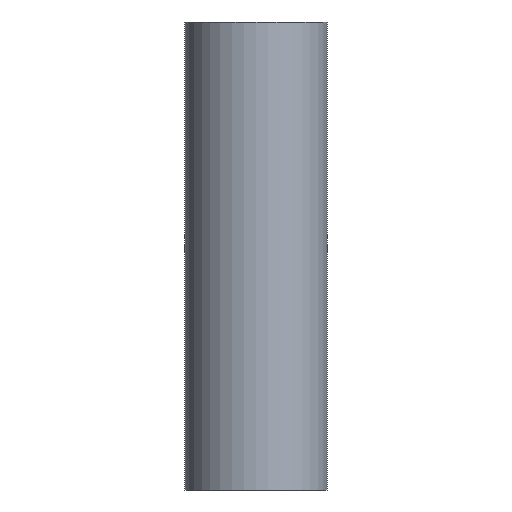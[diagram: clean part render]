
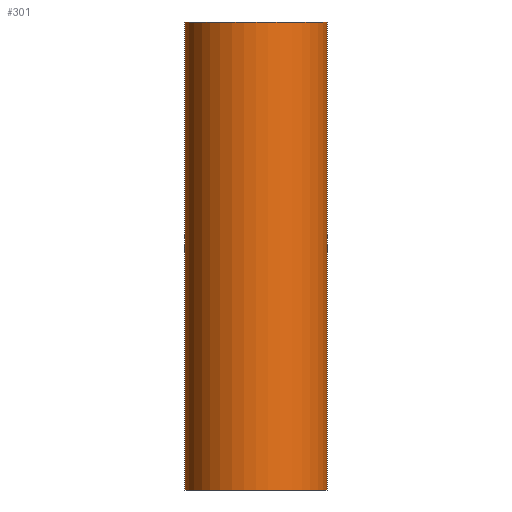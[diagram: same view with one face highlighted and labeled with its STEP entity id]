
A CAD part, left-side view. The second image highlights one B-rep face of the part: STEP entity #301.
In plain terms, the highlighted cylindrical face has radius 15.175 mm (diameter 30.35 mm), a full revolution.
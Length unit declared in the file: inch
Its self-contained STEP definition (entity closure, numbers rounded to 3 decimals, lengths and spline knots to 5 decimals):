
#18=FACE_BOUND('',#75,.T.);
#19=FACE_BOUND('',#76,.T.);
#24=CYLINDRICAL_SURFACE('',#352,0.59744);
#37=CIRCLE('',#346,0.59744);
#38=CIRCLE('',#348,0.59744);
#39=CIRCLE('',#351,0.59744);
#40=CIRCLE('',#353,0.59744);
#55=FACE_OUTER_BOUND('',#74,.T.);
#74=EDGE_LOOP('',(#267));
#75=EDGE_LOOP('',(#268,#269,#270,#271));
#76=EDGE_LOOP('',(#272));
#98=LINE('',#511,#122);
#102=LINE('',#522,#126);
#122=VECTOR('',#420,0.3937);
#126=VECTOR('',#434,0.3937);
#149=VERTEX_POINT('',#508);
#150=VERTEX_POINT('',#510);
#151=VERTEX_POINT('',#514);
#152=VERTEX_POINT('',#518);
#153=VERTEX_POINT('',#524);
#154=VERTEX_POINT('',#527);
#186=EDGE_CURVE('',#150,#149,#98,.T.);
#188=EDGE_CURVE('',#151,#150,#37,.T.);
#191=EDGE_CURVE('',#149,#152,#38,.T.);
#192=EDGE_CURVE('',#152,#151,#102,.T.);
#193=EDGE_CURVE('',#153,#153,#39,.T.);
#194=EDGE_CURVE('',#154,#154,#40,.T.);
#267=ORIENTED_EDGE('',*,*,#193,.F.);
#268=ORIENTED_EDGE('',*,*,#191,.T.);
#269=ORIENTED_EDGE('',*,*,#192,.T.);
#270=ORIENTED_EDGE('',*,*,#188,.T.);
#271=ORIENTED_EDGE('',*,*,#186,.T.);
#272=ORIENTED_EDGE('',*,*,#194,.F.);
#301=ADVANCED_FACE('',(#55,#18,#19),#24,.T.);
#346=AXIS2_PLACEMENT_3D('',#515,#424,#425);
#348=AXIS2_PLACEMENT_3D('',#520,#430,#431);
#351=AXIS2_PLACEMENT_3D('',#525,#437,#438);
#352=AXIS2_PLACEMENT_3D('',#526,#439,#440);
#353=AXIS2_PLACEMENT_3D('',#528,#441,#442);
#420=DIRECTION('',(0.,0.,1.));
#424=DIRECTION('center_axis',(0.,0.,-1.));
#425=DIRECTION('ref_axis',(-1.,0.,0.));
#430=DIRECTION('center_axis',(0.,0.,1.));
#431=DIRECTION('ref_axis',(-1.,0.,0.));
#434=DIRECTION('',(0.,0.,-1.));
#437=DIRECTION('center_axis',(0.,0.,-1.));
#438=DIRECTION('ref_axis',(-1.,0.,0.));
#439=DIRECTION('center_axis',(0.,0.,1.));
#440=DIRECTION('ref_axis',(-1.,0.,0.));
#441=DIRECTION('center_axis',(0.,0.,1.));
#442=DIRECTION('ref_axis',(-1.,0.,0.));
#508=CARTESIAN_POINT('',(0.29872,-0.5174,0.375));
#510=CARTESIAN_POINT('',(0.29872,-0.5174,-0.375));
#511=CARTESIAN_POINT('',(0.29872,-0.5174,0.));
#514=CARTESIAN_POINT('',(0.29872,0.5174,-0.375));
#515=CARTESIAN_POINT('Origin',(0.,0.,-0.375));
#518=CARTESIAN_POINT('',(0.29872,0.5174,0.375));
#520=CARTESIAN_POINT('Origin',(0.,0.,0.375));
#522=CARTESIAN_POINT('',(0.29872,0.5174,0.));
#524=CARTESIAN_POINT('',(0.59744,0.,-1.9685));
#525=CARTESIAN_POINT('Origin',(0.,0.,-1.9685));
#526=CARTESIAN_POINT('Origin',(0.,0.,0.));
#527=CARTESIAN_POINT('',(0.59744,0.,1.9685));
#528=CARTESIAN_POINT('Origin',(0.,0.,1.9685));
